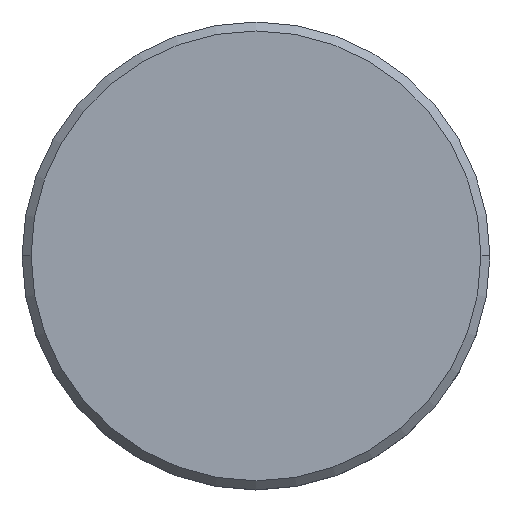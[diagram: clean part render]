
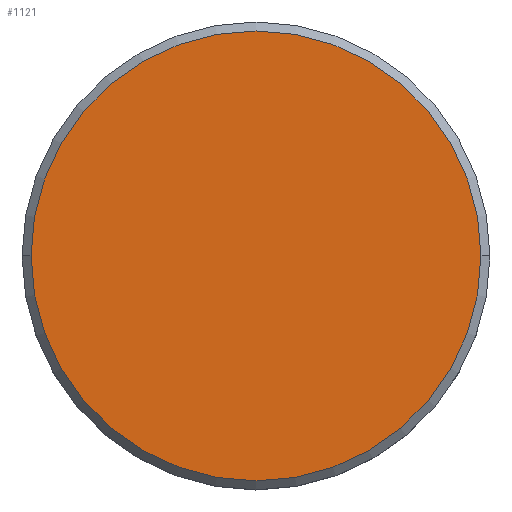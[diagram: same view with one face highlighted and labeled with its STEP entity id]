
A CAD part, top view. The second image highlights one B-rep face of the part: STEP entity #1121.
In plain terms, the highlighted planar face has unit normal (0, 0, 1).
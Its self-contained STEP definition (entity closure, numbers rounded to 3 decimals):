
#1 = DIRECTION ( 'NONE',  ( 0., 0., 1. ) ) ;
#71 = AXIS2_PLACEMENT_3D ( 'NONE', #844, #935, #226 ) ;
#124 = ORIENTED_EDGE ( 'NONE', *, *, #554, .T. ) ;
#226 = DIRECTION ( 'NONE',  ( 1., 0., 0. ) ) ;
#262 = AXIS2_PLACEMENT_3D ( 'NONE', #913, #1, #348 ) ;
#306 = FACE_OUTER_BOUND ( 'NONE', #325, .T. ) ;
#314 = DIRECTION ( 'NONE',  ( 1., 0., 0. ) ) ;
#325 = EDGE_LOOP ( 'NONE', ( #124, #907 ) ) ;
#348 = DIRECTION ( 'NONE',  ( 1., 0., 0. ) ) ;
#376 = EDGE_CURVE ( 'NONE', #1094, #964, #647, .T. ) ;
#402 = CARTESIAN_POINT ( 'NONE',  ( 12.5, 0., 0. ) ) ;
#412 = CIRCLE ( 'NONE', #71, 12.5 ) ;
#554 = EDGE_CURVE ( 'NONE', #964, #1094, #412, .T. ) ;
#619 = AXIS2_PLACEMENT_3D ( 'NONE', #867, #1043, #314 ) ;
#647 = CIRCLE ( 'NONE', #262, 12.5 ) ;
#844 = CARTESIAN_POINT ( 'NONE',  ( 0., 0., 0. ) ) ;
#867 = CARTESIAN_POINT ( 'NONE',  ( 0., 0., 0. ) ) ;
#907 = ORIENTED_EDGE ( 'NONE', *, *, #376, .T. ) ;
#913 = CARTESIAN_POINT ( 'NONE',  ( 0., 0., 0. ) ) ;
#929 = CARTESIAN_POINT ( 'NONE',  ( -12.5, 0., 0. ) ) ;
#935 = DIRECTION ( 'NONE',  ( 0., 0., 1. ) ) ;
#964 = VERTEX_POINT ( 'NONE', #929 ) ;
#1023 = PLANE ( 'NONE',  #619 ) ;
#1043 = DIRECTION ( 'NONE',  ( 0., 0., 1. ) ) ;
#1094 = VERTEX_POINT ( 'NONE', #402 ) ;
#1121 = ADVANCED_FACE ( 'NONE', ( #306 ), #1023, .T. ) ;
